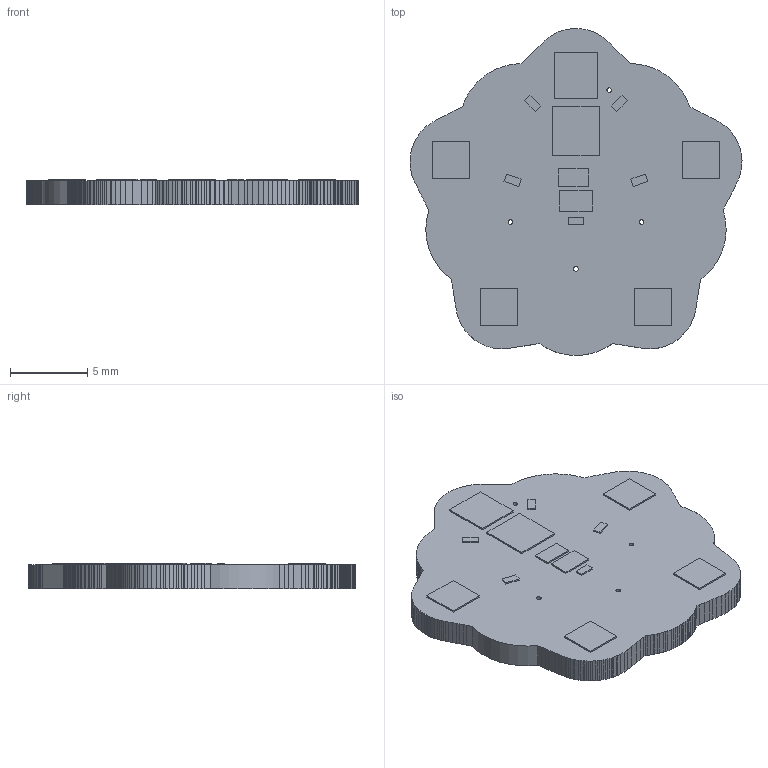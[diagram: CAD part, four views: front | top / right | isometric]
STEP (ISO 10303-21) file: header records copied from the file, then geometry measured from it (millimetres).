
FILE_DESCRIPTION(/* description */ (''),/* implementation_level */ '2;1');
FILE_NAME(/* name */ '40840369-81c7-479d-8e13-dbd8cb10a489.stp',/* time_stamp */ '2020-06-12T14:15:32+00:00',/* author */ (''),/* organization */ (''),/* preprocessor_version */ 'ST-DEVELOPER v18.1',/* originating_system */ 'Autodesk Translation Framework v9.3.0.1241',/* authorisation */ '');
FILE_SCHEMA (('AUTOMOTIVE_DESIGN { 1 0 10303 214 3 1 1 }'));
Length unit declared in the file: millimetre
Products named in the file (9): 40840369-81c7-479d-8e13-dbd8cb10a489; PCB Component; Board; 1.47M; MEDIUM_PAPER_FASTENER_NO_MARKINGS_BATTERY_BOARD; Q65111A2362; SOT-23; SC-74-6; SC-70-5
Assembly tree (15 placements, depth 3):
  40840369-81c7-479d-8e13-dbd8cb10a489
    PCB Component
      Board
      1.47M  x5
      MEDIUM_PAPER_FASTENER_NO_MARKINGS_BATTERY_BOARD  x4
      Q65111A2362
      SOT-23
      SC-74-6
      SC-70-5
Bounding box: 21.46 x 21.13 x 1.67 mm (x, y, z)
Volume: 492.6 mm3; surface area: 891.4 mm2
Topology: 14 solids, 14 shells, 353 faces, 975 edges, 650 vertices
Faces by surface type: plane 342, cylinder 11
Full cylindrical faces by diameter (mm): 0.3 x6, 2.4 x4
Entity records: 10373 total; most frequent: CARTESIAN_POINT 1820, ORIENTED_EDGE 1782, DIRECTION 1583, EDGE_CURVE 891, LINE 869, VECTOR 869, VERTEX_POINT 594, AXIS2_PLACEMENT_3D 357
